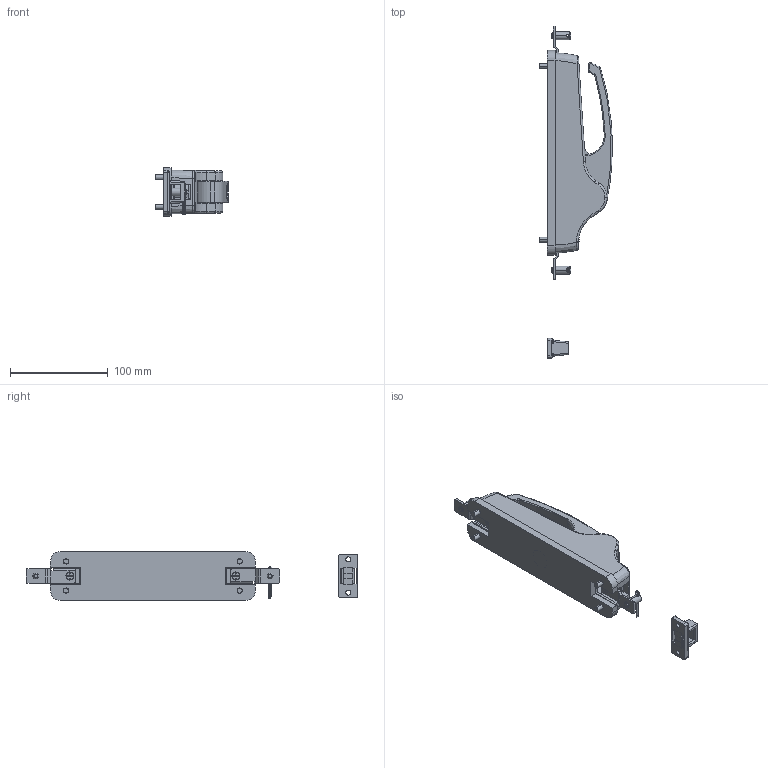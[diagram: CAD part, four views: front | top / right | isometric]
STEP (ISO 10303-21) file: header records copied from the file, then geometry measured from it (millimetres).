
FILE_DESCRIPTION (( 'STEP AP203' ), '1' );
FILE_NAME ('sone3D.STEP', '2017-10-16T04:33:40', ( '' ), ( '' ), 'SwSTEP 2.0', 'SolidWorks 2014', '' );
FILE_SCHEMA (( 'CONFIG_CONTROL_DESIGN' ));
Length unit declared in the file: millimetre
Products named in the file (15): sone3D; 廫帤寠晅嶮偹偠M4_M4亊16; 十字穴付なべねじM5(SW付)_M5×28; A-388N_ロッド棒ガイド; A-388N_本体; ブッシュ; A-388N_ハンドル; A-388N_ピニオンギア; A-388N_裏板; A-388N_非常解除操作カム; A-388N_パッキン; ダミーローター__#TAK60-4_; A-388N_メクラキャップ; 妱傝僺儞丂屇傃2.5__l=25; A-388N_ロッド棒アタッチメント
Assembly tree (22 placements, depth 2):
  sone3D
    A-388N_本体
    A-388N_ハンドル
    A-388N_裏板
    A-388N_パッキン
    A-388N_メクラキャップ  x4
    A-388N_ロッド棒アタッチメント  x2
    廫帤寠晅嶮偹偠M4_M4亊16  x2
    十字穴付なべねじM5(SW付)_M5×28  x4
    A-388N_ロッド棒ガイド
    ブッシュ
    A-388N_ピニオンギア
    A-388N_非常解除操作カム
    ダミーローター__#TAK60-4_
    妱傝僺儞丂屇傃2.5__l=25
Bounding box: 74.37 x 340 x 50 mm (x, y, z)
Volume: 248375.5 mm3; surface area: 128272 mm2
Topology: 22 solids, 22 shells, 900 faces, 2283 edges, 1442 vertices
Faces by surface type: plane 407, cylinder 328, torus 58, cone 52, bspline 31, sphere 24
Entity records: 24781 total; most frequent: CARTESIAN_POINT 6110, DIRECTION 3610, ORIENTED_EDGE 3506, EDGE_CURVE 1753, AXIS2_PLACEMENT_3D 1318, VERTEX_POINT 1112, VECTOR 974, LINE 974
